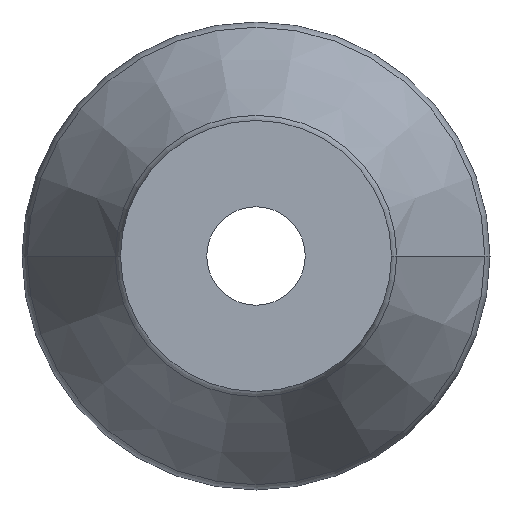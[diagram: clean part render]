
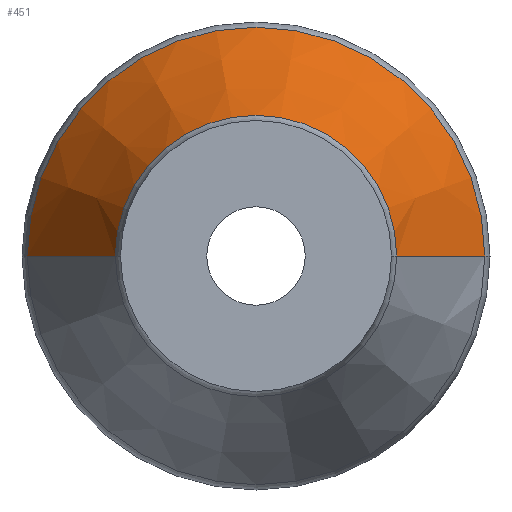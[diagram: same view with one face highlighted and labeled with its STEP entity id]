
A CAD part, left-side view. The second image highlights one B-rep face of the part: STEP entity #451.
In plain terms, the highlighted conical face has half-angle 26.565 degrees and reference radius 37.5 mm.
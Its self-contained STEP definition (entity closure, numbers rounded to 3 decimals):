
#73=CARTESIAN_POINT('',(82.889,0.,0.));
#74=DIRECTION('',(1.,0.,0.));
#75=DIRECTION('',(0.,1.,0.));
#76=AXIS2_PLACEMENT_3D('',#73,#74,#75);
#78=CARTESIAN_POINT('',(47.111,0.,0.));
#79=DIRECTION('',(-1.,0.,0.));
#80=DIRECTION('',(0.,-1.,0.));
#81=AXIS2_PLACEMENT_3D('',#78,#79,#80);
#184=DIRECTION('',(0.894,0.447,0.));
#185=VECTOR('',#184,40.);
#186=CARTESIAN_POINT('',(47.111,28.556,0.));
#187=LINE('',#186,#185);
#193=DIRECTION('',(0.894,-0.447,0.));
#194=VECTOR('',#193,40.);
#195=CARTESIAN_POINT('',(47.111,-28.556,0.));
#196=LINE('',#195,#194);
#297=CARTESIAN_POINT('',(47.111,28.556,0.));
#298=CARTESIAN_POINT('',(47.111,-28.556,0.));
#299=VERTEX_POINT('',#297);
#300=VERTEX_POINT('',#298);
#317=CARTESIAN_POINT('',(82.889,-46.444,0.));
#318=CARTESIAN_POINT('',(82.889,46.444,0.));
#319=VERTEX_POINT('',#317);
#320=VERTEX_POINT('',#318);
#437=CARTESIAN_POINT('',(65.,0.,0.));
#438=DIRECTION('',(1.,0.,0.));
#439=DIRECTION('',(0.,-1.,0.));
#440=AXIS2_PLACEMENT_3D('',#437,#438,#439);
#441=CONICAL_SURFACE('',#440,37.5,26.565);
#443=ORIENTED_EDGE('',*,*,#442,.T.);
#445=ORIENTED_EDGE('',*,*,#444,.F.);
#446=ORIENTED_EDGE('',*,*,#427,.T.);
#448=ORIENTED_EDGE('',*,*,#447,.T.);
#449=EDGE_LOOP('',(#443,#445,#446,#448));
#450=FACE_OUTER_BOUND('',#449,.F.);
#77=CIRCLE('',#76,46.444);
#82=CIRCLE('',#81,28.556);
#427=EDGE_CURVE('',#300,#299,#82,.T.);
#442=EDGE_CURVE('',#320,#319,#77,.T.);
#444=EDGE_CURVE('',#300,#319,#196,.T.);
#447=EDGE_CURVE('',#299,#320,#187,.T.);
#451=ADVANCED_FACE('',(#450),#441,.T.);
